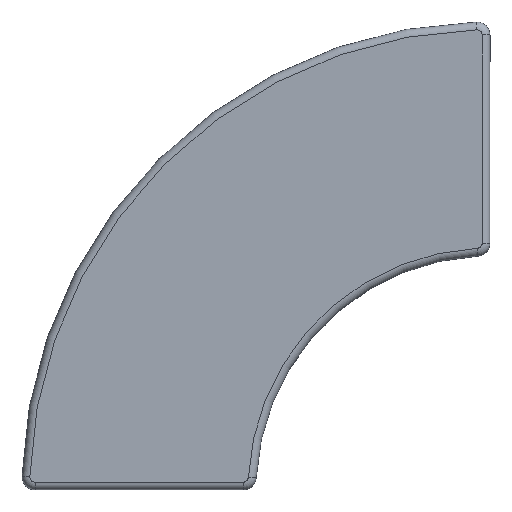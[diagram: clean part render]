
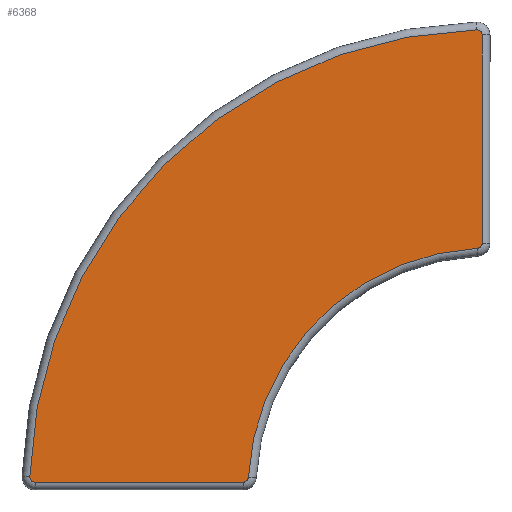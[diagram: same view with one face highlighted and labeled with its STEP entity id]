
A CAD part, top view. The second image highlights one B-rep face of the part: STEP entity #6368.
In plain terms, the highlighted planar face has unit normal (0, 0, 1).
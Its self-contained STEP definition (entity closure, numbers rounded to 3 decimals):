
#12 = DIRECTION ( 'NONE',  ( 0., 0., 1. ) ) ;
#236 = VERTEX_POINT ( 'NONE', #1131 ) ;
#716 = CARTESIAN_POINT ( 'NONE',  ( 43.51, 2.448, 2.5 ) ) ;
#722 = AXIS2_PLACEMENT_3D ( 'NONE', #6888, #1366, #5040 ) ;
#1131 = CARTESIAN_POINT ( 'NONE',  ( 88.446, 87.464, 2.5 ) ) ;
#1230 = VECTOR ( 'NONE', #6333, 1000. ) ;
#1262 = VERTEX_POINT ( 'NONE', #6682 ) ;
#1366 = DIRECTION ( 'NONE',  ( 0., 0., -1. ) ) ;
#1422 = DIRECTION ( 'NONE',  ( 0., 0., 1. ) ) ;
#1770 = DIRECTION ( 'NONE',  ( 1., 0., 0. ) ) ;
#2136 = CARTESIAN_POINT ( 'NONE',  ( 87.463, 87.464, 2.5 ) ) ;
#2227 = ORIENTED_EDGE ( 'NONE', *, *, #6749, .T. ) ;
#2251 = CARTESIAN_POINT ( 'NONE',  ( 2.499, 1.518, 2.5 ) ) ;
#2343 = VERTEX_POINT ( 'NONE', #3430 ) ;
#2809 = EDGE_CURVE ( 'NONE', #4284, #8699, #11689, .T. ) ;
#2834 = CARTESIAN_POINT ( 'NONE',  ( 42.529, 2.5, 2.5 ) ) ;
#3019 = ORIENTED_EDGE ( 'NONE', *, *, #11034, .T. ) ;
#3430 = CARTESIAN_POINT ( 'NONE',  ( 1.517, 2.528, 2.5 ) ) ;
#3518 = CARTESIAN_POINT ( 'NONE',  ( 2.499, 2.5, 2.5 ) ) ;
#3649 = EDGE_CURVE ( 'NONE', #2343, #9557, #10129, .T. ) ;
#3703 = CARTESIAN_POINT ( 'NONE',  ( 42.529, 1.518, 2.5 ) ) ;
#3744 = AXIS2_PLACEMENT_3D ( 'NONE', #3518, #9993, #10983 ) ;
#3787 = DIRECTION ( 'NONE',  ( 1., 0., 0. ) ) ;
#4284 = VERTEX_POINT ( 'NONE', #3703 ) ;
#4287 = CARTESIAN_POINT ( 'NONE',  ( 88.446, 47.434, 2.5 ) ) ;
#4303 = DIRECTION ( 'NONE',  ( 1., 0., 0. ) ) ;
#4618 = AXIS2_PLACEMENT_3D ( 'NONE', #9696, #1422, #8719 ) ;
#4931 = CARTESIAN_POINT ( 'NONE',  ( 87.435, 88.446, 2.5 ) ) ;
#4936 = ORIENTED_EDGE ( 'NONE', *, *, #9635, .T. ) ;
#5040 = DIRECTION ( 'NONE',  ( 1., 0., 0. ) ) ;
#5378 = CIRCLE ( 'NONE', #4618, 88.482 ) ;
#5396 = LINE ( 'NONE', #11072, #1230 ) ;
#5541 = CARTESIAN_POINT ( 'NONE',  ( 87.463, 47.434, 2.5 ) ) ;
#5619 = VERTEX_POINT ( 'NONE', #4931 ) ;
#5694 = CIRCLE ( 'NONE', #7160, 0.982 ) ;
#5985 = VECTOR ( 'NONE', #11448, 1000. ) ;
#6333 = DIRECTION ( 'NONE',  ( 1., 0., 0. ) ) ;
#6368 = ADVANCED_FACE ( 'NONE', ( #7005 ), #9102, .T. ) ;
#6453 = DIRECTION ( 'NONE',  ( 0., 0., 1. ) ) ;
#6511 = AXIS2_PLACEMENT_3D ( 'NONE', #2834, #12, #3787 ) ;
#6657 = EDGE_CURVE ( 'NONE', #10057, #236, #8732, .T. ) ;
#6682 = CARTESIAN_POINT ( 'NONE',  ( 87.515, 46.453, 2.5 ) ) ;
#6749 = EDGE_CURVE ( 'NONE', #5619, #2343, #5378, .T. ) ;
#6888 = CARTESIAN_POINT ( 'NONE',  ( 89.963, 0., 2.5 ) ) ;
#6891 = ORIENTED_EDGE ( 'NONE', *, *, #6657, .T. ) ;
#6904 = ORIENTED_EDGE ( 'NONE', *, *, #2809, .T. ) ;
#6935 = DIRECTION ( 'NONE',  ( 0., 0., 1. ) ) ;
#7005 = FACE_OUTER_BOUND ( 'NONE', #11757, .T. ) ;
#7160 = AXIS2_PLACEMENT_3D ( 'NONE', #5541, #6453, #1770 ) ;
#7499 = ORIENTED_EDGE ( 'NONE', *, *, #10814, .T. ) ;
#7708 = CARTESIAN_POINT ( 'NONE',  ( 42.529, 2.5, 2.5 ) ) ;
#7742 = CIRCLE ( 'NONE', #11037, 0.982 ) ;
#8699 = VERTEX_POINT ( 'NONE', #716 ) ;
#8719 = DIRECTION ( 'NONE',  ( 1., 0., 0. ) ) ;
#8732 = LINE ( 'NONE', #10683, #5985 ) ;
#9102 = PLANE ( 'NONE',  #6511 ) ;
#9468 = EDGE_CURVE ( 'NONE', #236, #5619, #7742, .T. ) ;
#9557 = VERTEX_POINT ( 'NONE', #2251 ) ;
#9635 = EDGE_CURVE ( 'NONE', #9557, #4284, #5396, .T. ) ;
#9691 = DIRECTION ( 'NONE',  ( 1., 0., 0. ) ) ;
#9696 = CARTESIAN_POINT ( 'NONE',  ( 89.963, 0., 2.5 ) ) ;
#9993 = DIRECTION ( 'NONE',  ( 0., 0., 1. ) ) ;
#10057 = VERTEX_POINT ( 'NONE', #4287 ) ;
#10129 = CIRCLE ( 'NONE', #3744, 0.982 ) ;
#10665 = AXIS2_PLACEMENT_3D ( 'NONE', #7708, #11739, #4303 ) ;
#10683 = CARTESIAN_POINT ( 'NONE',  ( 88.446, 87.464, 2.5 ) ) ;
#10814 = EDGE_CURVE ( 'NONE', #1262, #10057, #5694, .T. ) ;
#10983 = DIRECTION ( 'NONE',  ( 1., 0., 0. ) ) ;
#11034 = EDGE_CURVE ( 'NONE', #8699, #1262, #11939, .T. ) ;
#11037 = AXIS2_PLACEMENT_3D ( 'NONE', #2136, #6935, #9691 ) ;
#11072 = CARTESIAN_POINT ( 'NONE',  ( 42.529, 1.518, 2.5 ) ) ;
#11448 = DIRECTION ( 'NONE',  ( 0., 1., 0. ) ) ;
#11530 = ORIENTED_EDGE ( 'NONE', *, *, #3649, .T. ) ;
#11689 = CIRCLE ( 'NONE', #10665, 0.982 ) ;
#11739 = DIRECTION ( 'NONE',  ( 0., 0., 1. ) ) ;
#11757 = EDGE_LOOP ( 'NONE', ( #4936, #6904, #3019, #7499, #6891, #11915, #2227, #11530 ) ) ;
#11915 = ORIENTED_EDGE ( 'NONE', *, *, #9468, .T. ) ;
#11939 = CIRCLE ( 'NONE', #722, 46.518 ) ;
